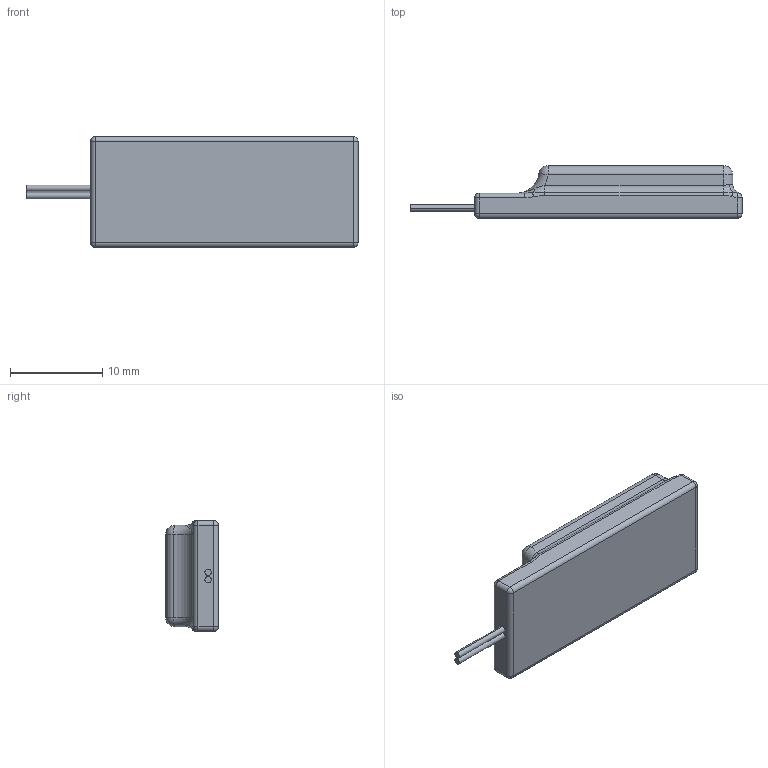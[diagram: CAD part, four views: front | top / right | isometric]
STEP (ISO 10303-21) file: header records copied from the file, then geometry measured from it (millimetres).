
FILE_DESCRIPTION (( 'STEP AP214' ), '1' );
FILE_NAME ('731.STEP', '2015-08-12T22:42:59', ( '' ), ( '' ), 'SwSTEP 2.0', 'SolidWorks 2014', '' );
FILE_SCHEMA (( 'AUTOMOTIVE_DESIGN' ));
Length unit declared in the file: millimetre
Products named in the file (1): 731
Bounding box: 36 x 5.7 x 12 mm (x, y, z)
Volume: 1638 mm3; surface area: 1051.5 mm2
Topology: 1 solids, 1 shells, 72 faces, 160 edges, 80 vertices
Faces by surface type: cylinder 28, bspline 16, plane 12, sphere 12, torus 4
Entity records: 2238 total; most frequent: CARTESIAN_POINT 769, DIRECTION 306, ORIENTED_EDGE 296, EDGE_CURVE 148, AXIS2_PLACEMENT_3D 129, VERTEX_POINT 80, EDGE_LOOP 74, CIRCLE 72
